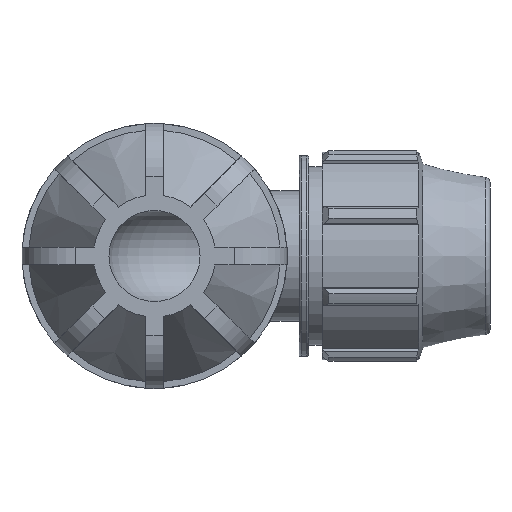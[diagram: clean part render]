
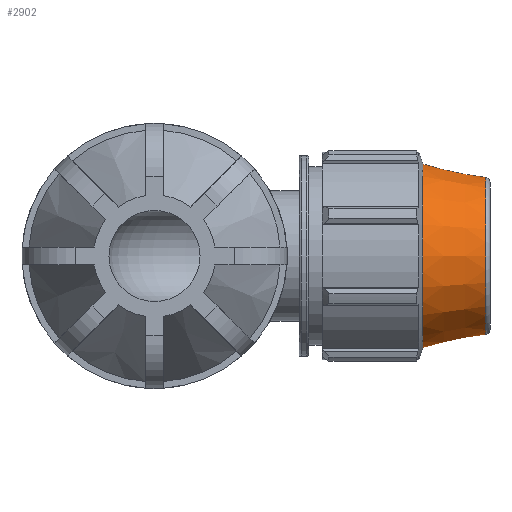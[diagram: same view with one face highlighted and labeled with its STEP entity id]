
A CAD part, front view. The second image highlights one B-rep face of the part: STEP entity #2902.
In plain terms, the highlighted conical face has half-angle 12 degrees and reference radius 20.472 mm.
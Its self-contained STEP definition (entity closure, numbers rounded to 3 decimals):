
#520=CONICAL_SURFACE('',#3125,20.472,12.);
#644=FACE_BOUND('',#894,.T.);
#717=FACE_OUTER_BOUND('',#893,.T.);
#893=EDGE_LOOP('',(#2136));
#894=EDGE_LOOP('',(#2137));
#1070=CIRCLE('',#3106,22.193);
#1071=CIRCLE('',#3123,18.96);
#1276=VERTEX_POINT('',#4516);
#1277=VERTEX_POINT('',#4555);
#1589=EDGE_CURVE('',#1276,#1276,#1070,.T.);
#1611=EDGE_CURVE('',#1277,#1277,#1071,.T.);
#2136=ORIENTED_EDGE('',*,*,#1589,.T.);
#2137=ORIENTED_EDGE('',*,*,#1611,.F.);
#2902=ADVANCED_FACE('',(#717,#644),#520,.T.);
#3106=AXIS2_PLACEMENT_3D('',#4517,#3576,#3577);
#3123=AXIS2_PLACEMENT_3D('',#4556,#3631,#3632);
#3125=AXIS2_PLACEMENT_3D('',#4559,#3635,#3636);
#3576=DIRECTION('center_axis',(1.,0.,0.));
#3577=DIRECTION('ref_axis',(0.,0.,-1.));
#3631=DIRECTION('center_axis',(1.,0.,0.));
#3632=DIRECTION('ref_axis',(0.,-1.,0.));
#3635=DIRECTION('center_axis',(-1.,0.,0.));
#3636=DIRECTION('ref_axis',(0.,1.,0.));
#4516=CARTESIAN_POINT('',(64.8,22.193,0.));
#4517=CARTESIAN_POINT('Origin',(64.8,0.,0.));
#4555=CARTESIAN_POINT('',(80.01,18.96,0.));
#4556=CARTESIAN_POINT('Origin',(80.01,0.,0.));
#4559=CARTESIAN_POINT('Origin',(72.9,0.,0.));
